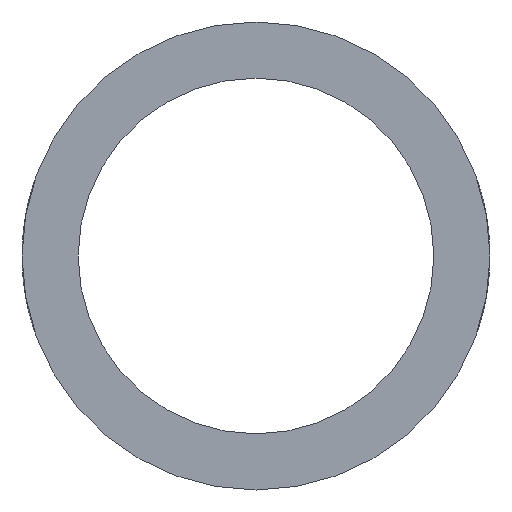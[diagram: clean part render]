
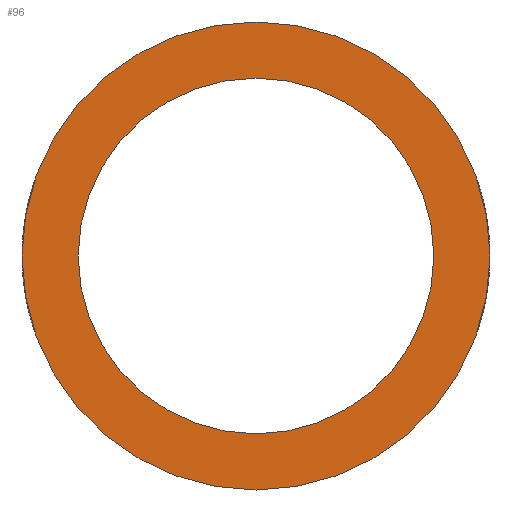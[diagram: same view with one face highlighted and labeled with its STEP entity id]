
A CAD part, left-side view. The second image highlights one B-rep face of the part: STEP entity #96.
In plain terms, the highlighted planar face has unit normal (-1, 0, 0).
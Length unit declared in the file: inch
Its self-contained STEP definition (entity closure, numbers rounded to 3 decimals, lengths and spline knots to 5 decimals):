
#16=PLANE('',#114);
#24=FACE_BOUND('',#48,.T.);
#34=FACE_OUTER_BOUND('',#47,.T.);
#47=EDGE_LOOP('',(#83));
#48=EDGE_LOOP('',(#84));
#54=CIRCLE('',#109,0.285);
#56=CIRCLE('',#113,0.375);
#59=VERTEX_POINT('',#178);
#63=VERTEX_POINT('',#254);
#67=EDGE_CURVE('',#59,#59,#54,.T.);
#71=EDGE_CURVE('',#63,#63,#56,.T.);
#83=ORIENTED_EDGE('',*,*,#71,.F.);
#84=ORIENTED_EDGE('',*,*,#67,.F.);
#96=ADVANCED_FACE('',(#34,#24),#16,.F.);
#109=AXIS2_PLACEMENT_3D('',#179,#123,#124);
#113=AXIS2_PLACEMENT_3D('',#255,#131,#132);
#114=AXIS2_PLACEMENT_3D('',#291,#133,#134);
#123=DIRECTION('center_axis',(-1.,0.,0.));
#124=DIRECTION('ref_axis',(0.,0.,1.));
#131=DIRECTION('center_axis',(1.,0.,0.));
#132=DIRECTION('ref_axis',(0.,0.,-1.));
#133=DIRECTION('center_axis',(1.,0.,0.));
#134=DIRECTION('ref_axis',(0.,1.,0.));
#178=CARTESIAN_POINT('',(-22.,0.285,80.));
#179=CARTESIAN_POINT('Origin',(-22.,0.,80.));
#254=CARTESIAN_POINT('',(-22.,0.375,80.));
#255=CARTESIAN_POINT('Origin',(-22.,0.,80.));
#291=CARTESIAN_POINT('Origin',(-22.,0.,75.));
